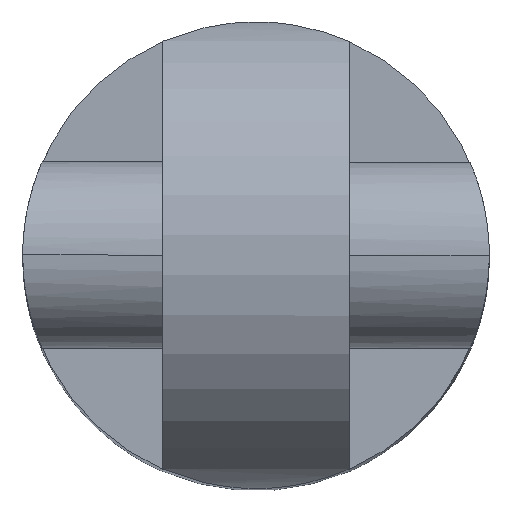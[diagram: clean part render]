
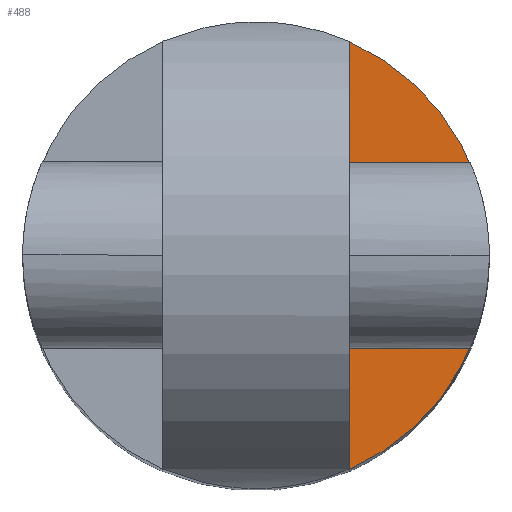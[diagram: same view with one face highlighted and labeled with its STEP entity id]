
A CAD part, left-side view. The second image highlights one B-rep face of the part: STEP entity #488.
In plain terms, the highlighted face is planar.
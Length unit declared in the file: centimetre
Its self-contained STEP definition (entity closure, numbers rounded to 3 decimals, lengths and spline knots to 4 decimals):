
#234 = VECTOR ( 'NONE', #1390, 100. ) ;
#245 = EDGE_CURVE ( 'NONE', #414, #1145, #1028, .T. ) ;
#257 = CARTESIAN_POINT ( 'NONE',  ( -0.0021, 4.5, -2. ) ) ;
#305 = EDGE_CURVE ( 'NONE', #1297, #1145, #1283, .T. ) ;
#310 = CARTESIAN_POINT ( 'NONE',  ( 0., 4.5, 0. ) ) ;
#372 = CIRCLE ( 'NONE', #1326, 5. ) ;
#404 = CARTESIAN_POINT ( 'NONE',  ( 0., 4.5, 0. ) ) ;
#414 = VERTEX_POINT ( 'NONE', #815 ) ;
#488 = ADVANCED_FACE ( 'NONE', ( #531 ), #1436, .T. ) ;
#504 = ORIENTED_EDGE ( 'NONE', *, *, #305, .F. ) ;
#531 = FACE_OUTER_BOUND ( 'NONE', #1286, .T. ) ;
#652 = AXIS2_PLACEMENT_3D ( 'NONE', #310, #748, #1442 ) ;
#697 = DIRECTION ( 'NONE',  ( 0., -1., 0. ) ) ;
#702 = DIRECTION ( 'NONE',  ( 0., -1., 0. ) ) ;
#748 = DIRECTION ( 'NONE',  ( 0., -1., 0. ) ) ;
#758 = EDGE_CURVE ( 'NONE', #1297, #414, #372, .T. ) ;
#815 = CARTESIAN_POINT ( 'NONE',  ( -0.0053, 4.5, -5. ) ) ;
#948 = DIRECTION ( 'NONE',  ( -0.001, 0., -1. ) ) ;
#1028 = CIRCLE ( 'NONE', #1126, 5. ) ;
#1126 = AXIS2_PLACEMENT_3D ( 'NONE', #404, #702, #1383 ) ;
#1145 = VERTEX_POINT ( 'NONE', #1420 ) ;
#1164 = ORIENTED_EDGE ( 'NONE', *, *, #245, .T. ) ;
#1172 = CARTESIAN_POINT ( 'NONE',  ( 0., 4.5, 0. ) ) ;
#1179 = CARTESIAN_POINT ( 'NONE',  ( -4.5847, 4.5, -1.9951 ) ) ;
#1283 = LINE ( 'NONE', #257, #234 ) ;
#1286 = EDGE_LOOP ( 'NONE', ( #504, #1399, #1164 ) ) ;
#1297 = VERTEX_POINT ( 'NONE', #1179 ) ;
#1326 = AXIS2_PLACEMENT_3D ( 'NONE', #1172, #697, #948 ) ;
#1383 = DIRECTION ( 'NONE',  ( -0.001, 0., -1. ) ) ;
#1390 = DIRECTION ( 'NONE',  ( 1., 0., -0.001 ) ) ;
#1399 = ORIENTED_EDGE ( 'NONE', *, *, #758, .T. ) ;
#1420 = CARTESIAN_POINT ( 'NONE',  ( 4.5804, 4.5, -2.0049 ) ) ;
#1436 = PLANE ( 'NONE',  #652 ) ;
#1442 = DIRECTION ( 'NONE',  ( -0.001, 0., -1. ) ) ;
